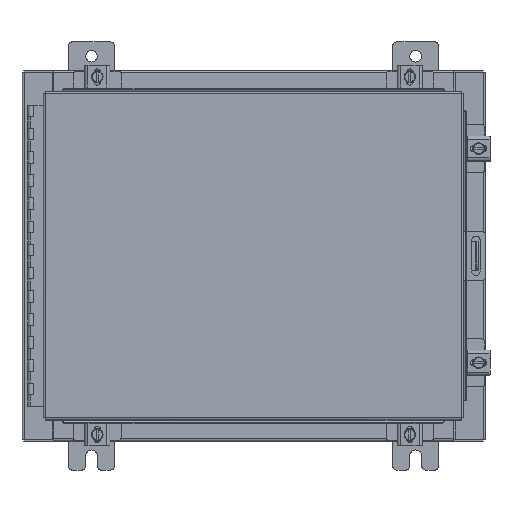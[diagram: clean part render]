
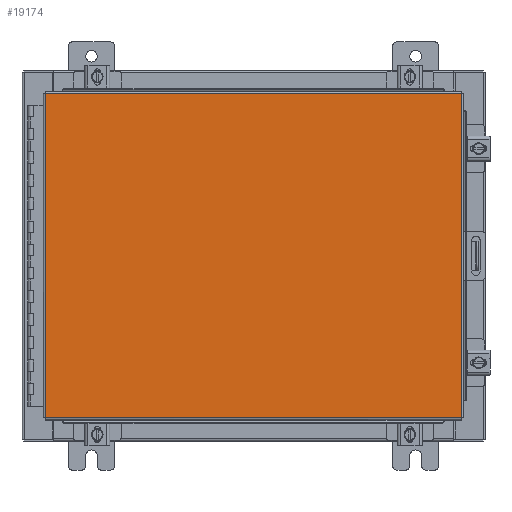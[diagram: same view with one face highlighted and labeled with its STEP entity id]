
A CAD part, top view. The second image highlights one B-rep face of the part: STEP entity #19174.
In plain terms, the highlighted planar face has unit normal (0, 0, 1).
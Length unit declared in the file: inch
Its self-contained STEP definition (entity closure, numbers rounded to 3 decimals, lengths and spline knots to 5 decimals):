
#787 = DIRECTION ( 'NONE',  ( 0., 0., -1. ) ) ;
#848 = EDGE_CURVE ( 'NONE', #16020, #12714, #5959, .T. ) ;
#1866 = VECTOR ( 'NONE', #16371, 39.37008 ) ;
#1910 = CARTESIAN_POINT ( 'NONE',  ( -8.9903, -7.0063, 0. ) ) ;
#2004 = CARTESIAN_POINT ( 'NONE',  ( 8.9903, -7.0063, 0. ) ) ;
#2121 = ORIENTED_EDGE ( 'NONE', *, *, #16096, .T. ) ;
#2220 = CARTESIAN_POINT ( 'NONE',  ( 8.9903, 7.0063, 0. ) ) ;
#2938 = AXIS2_PLACEMENT_3D ( 'NONE', #12852, #787, #14857 ) ;
#3987 = FACE_OUTER_BOUND ( 'NONE', #25958, .T. ) ;
#4275 = DIRECTION ( 'NONE',  ( -1., 0., 0. ) ) ;
#5959 = LINE ( 'NONE', #2004, #1866 ) ;
#6273 = CARTESIAN_POINT ( 'NONE',  ( -8.9903, -7.0063, 0. ) ) ;
#6773 = VECTOR ( 'NONE', #22133, 39.37008 ) ;
#6854 = ORIENTED_EDGE ( 'NONE', *, *, #18417, .T. ) ;
#7858 = VECTOR ( 'NONE', #19341, 39.37008 ) ;
#8064 = VECTOR ( 'NONE', #4275, 39.37008 ) ;
#8486 = LINE ( 'NONE', #17305, #7858 ) ;
#8691 = LINE ( 'NONE', #2220, #8064 ) ;
#9512 = ORIENTED_EDGE ( 'NONE', *, *, #848, .T. ) ;
#12714 = VERTEX_POINT ( 'NONE', #16143 ) ;
#12739 = VERTEX_POINT ( 'NONE', #6273 ) ;
#12852 = CARTESIAN_POINT ( 'NONE',  ( 0., 0., 0. ) ) ;
#13257 = EDGE_CURVE ( 'NONE', #12739, #16020, #22276, .T. ) ;
#14857 = DIRECTION ( 'NONE',  ( -1., 0., 0. ) ) ;
#15022 = CARTESIAN_POINT ( 'NONE',  ( 8.9903, -7.0063, 0. ) ) ;
#16020 = VERTEX_POINT ( 'NONE', #15022 ) ;
#16096 = EDGE_CURVE ( 'NONE', #19683, #12739, #8486, .T. ) ;
#16143 = CARTESIAN_POINT ( 'NONE',  ( 8.9903, 7.0063, 0. ) ) ;
#16371 = DIRECTION ( 'NONE',  ( 0., 1., 0. ) ) ;
#16585 = CARTESIAN_POINT ( 'NONE',  ( -8.9903, 7.0063, 0. ) ) ;
#17305 = CARTESIAN_POINT ( 'NONE',  ( -8.9903, 7.0063, 0. ) ) ;
#17540 = ORIENTED_EDGE ( 'NONE', *, *, #13257, .T. ) ;
#18417 = EDGE_CURVE ( 'NONE', #12714, #19683, #8691, .T. ) ;
#19174 = ADVANCED_FACE ( 'NONE', ( #3987 ), #22941, .F. ) ;
#19341 = DIRECTION ( 'NONE',  ( 0., -1., 0. ) ) ;
#19683 = VERTEX_POINT ( 'NONE', #16585 ) ;
#22133 = DIRECTION ( 'NONE',  ( 1., 0., 0. ) ) ;
#22276 = LINE ( 'NONE', #1910, #6773 ) ;
#22941 = PLANE ( 'NONE',  #2938 ) ;
#25958 = EDGE_LOOP ( 'NONE', ( #17540, #9512, #6854, #2121 ) ) ;
